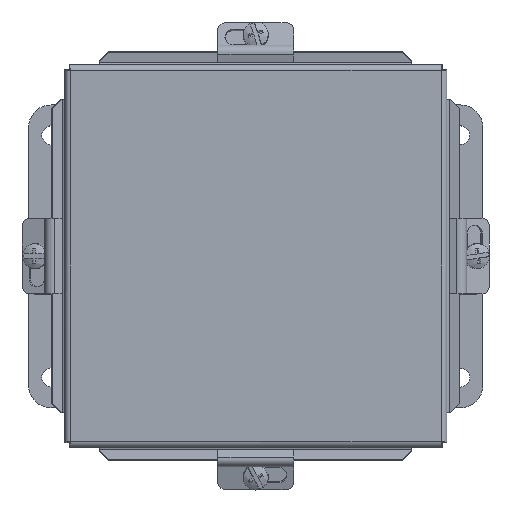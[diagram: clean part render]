
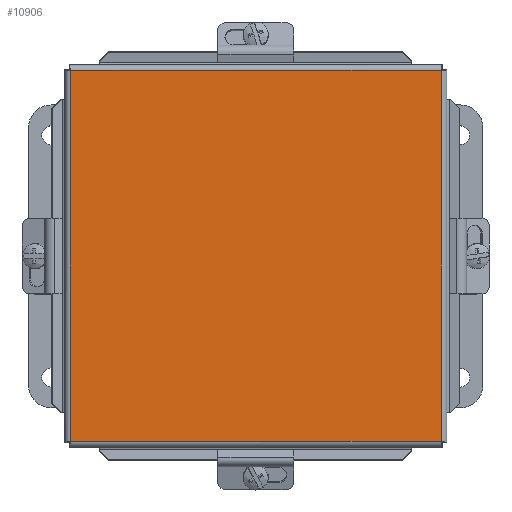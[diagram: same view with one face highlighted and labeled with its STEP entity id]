
A CAD part, top view. The second image highlights one B-rep face of the part: STEP entity #10906.
In plain terms, the highlighted face is planar.
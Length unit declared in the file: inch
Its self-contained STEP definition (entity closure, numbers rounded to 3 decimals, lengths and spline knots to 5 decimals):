
#260 = ORIENTED_EDGE ( 'NONE', *, *, #9087, .T. ) ;
#569 = EDGE_LOOP ( 'NONE', ( #4491, #3458, #8983, #260 ) ) ;
#588 = CARTESIAN_POINT ( 'NONE',  ( 0.09375, 0.09375, 0. ) ) ;
#602 = VERTEX_POINT ( 'NONE', #11336 ) ;
#711 = DIRECTION ( 'NONE',  ( 1., 0., 0. ) ) ;
#840 = LINE ( 'NONE', #13123, #6120 ) ;
#1724 = PLANE ( 'NONE',  #2567 ) ;
#1772 = CARTESIAN_POINT ( 'NONE',  ( 3.155, 3.155, 0. ) ) ;
#2567 = AXIS2_PLACEMENT_3D ( 'NONE', #1772, #9019, #2852 ) ;
#2852 = DIRECTION ( 'NONE',  ( 1., 0., 0. ) ) ;
#2958 = EDGE_CURVE ( 'NONE', #11253, #602, #6252, .T. ) ;
#3458 = ORIENTED_EDGE ( 'NONE', *, *, #8901, .T. ) ;
#4491 = ORIENTED_EDGE ( 'NONE', *, *, #12510, .T. ) ;
#4509 = CARTESIAN_POINT ( 'NONE',  ( 0.09375, 0.09375, 0. ) ) ;
#4680 = LINE ( 'NONE', #8635, #10126 ) ;
#4725 = VERTEX_POINT ( 'NONE', #9041 ) ;
#5334 = CARTESIAN_POINT ( 'NONE',  ( 6.21625, 6.21625, 0. ) ) ;
#6120 = VECTOR ( 'NONE', #711, 39.37008 ) ;
#6252 = LINE ( 'NONE', #588, #11065 ) ;
#6352 = DIRECTION ( 'NONE',  ( 0., -1., 0. ) ) ;
#6429 = VERTEX_POINT ( 'NONE', #12975 ) ;
#8635 = CARTESIAN_POINT ( 'NONE',  ( 6.21625, 0.09375, 0. ) ) ;
#8901 = EDGE_CURVE ( 'NONE', #4725, #11253, #4680, .T. ) ;
#8983 = ORIENTED_EDGE ( 'NONE', *, *, #2958, .T. ) ;
#9019 = DIRECTION ( 'NONE',  ( 0., 0., 1. ) ) ;
#9041 = CARTESIAN_POINT ( 'NONE',  ( 6.21625, 0.09375, 0. ) ) ;
#9087 = EDGE_CURVE ( 'NONE', #602, #6429, #840, .T. ) ;
#10126 = VECTOR ( 'NONE', #10643, 39.37008 ) ;
#10546 = VECTOR ( 'NONE', #6352, 39.37008 ) ;
#10643 = DIRECTION ( 'NONE',  ( -1., 0., 0. ) ) ;
#10804 = DIRECTION ( 'NONE',  ( 0., 1., 0. ) ) ;
#10906 = ADVANCED_FACE ( 'NONE', ( #11458 ), #1724, .F. ) ;
#11065 = VECTOR ( 'NONE', #10804, 39.37008 ) ;
#11253 = VERTEX_POINT ( 'NONE', #4509 ) ;
#11336 = CARTESIAN_POINT ( 'NONE',  ( 0.09375, 6.21625, 0. ) ) ;
#11458 = FACE_OUTER_BOUND ( 'NONE', #569, .T. ) ;
#12510 = EDGE_CURVE ( 'NONE', #6429, #4725, #13297, .T. ) ;
#12975 = CARTESIAN_POINT ( 'NONE',  ( 6.21625, 6.21625, 0. ) ) ;
#13123 = CARTESIAN_POINT ( 'NONE',  ( 0.09375, 6.21625, 0. ) ) ;
#13297 = LINE ( 'NONE', #5334, #10546 ) ;
